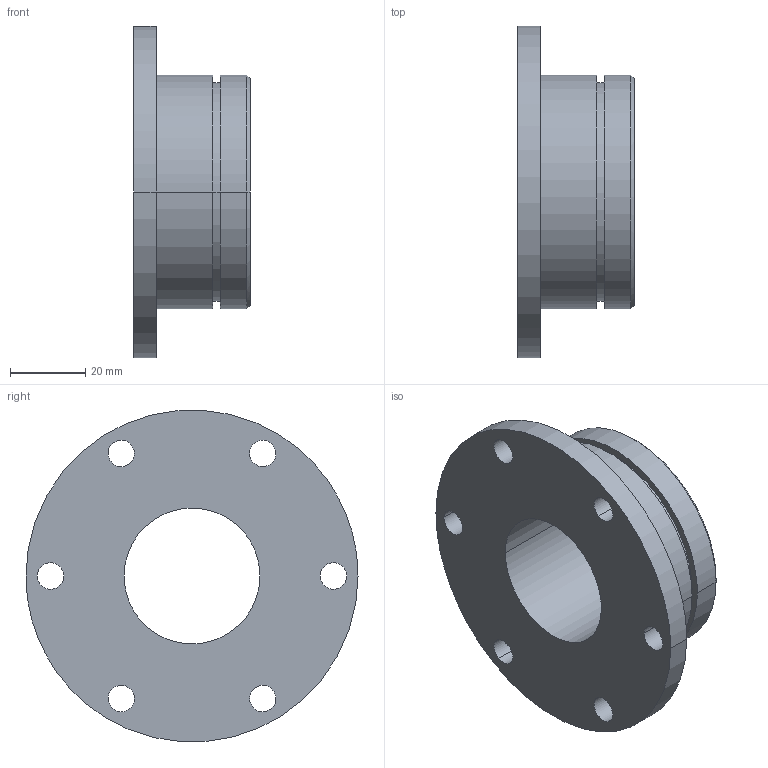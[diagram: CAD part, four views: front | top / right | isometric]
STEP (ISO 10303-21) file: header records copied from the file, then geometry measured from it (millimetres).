
FILE_DESCRIPTION((''),'2;1');
FILE_NAME('step/io1-tu-214.stp','2002-01-14T15:19:46+00:00',(' '),(' '),'THEOREM SOLUTIONS UG -> AP214 IS PREPROCESSOR 5.0.003','Unigraphics',' ');
FILE_SCHEMA(('AUTOMOTIVE_DESIGN { 1 0 10303 214 1 1 1 1 } '));
Length unit declared in the file: millimetre
Products named in the file (1): MASTER
Bounding box: 31 x 88 x 87.78 mm (x, y, z)
Volume: 78176.4 mm3; surface area: 21105.4 mm2
Topology: 1 solids, 1 shells, 29 faces, 70 edges, 46 vertices
Faces by surface type: cylinder 22, plane 5, cone 2
Entity records: 936 total; most frequent: CARTESIAN_POINT 336, ORIENTED_EDGE 140, EDGE_CURVE 70, DIRECTION 63, VERTEX_POINT 46, EDGE_LOOP 46, FACE_BOUND 41, AXIS2_PLACEMENT_3D 32
